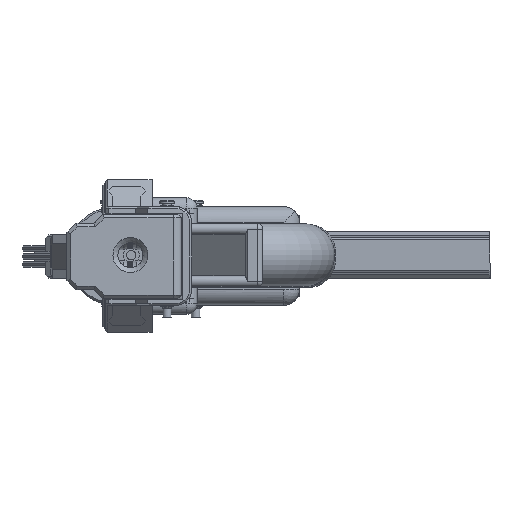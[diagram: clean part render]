
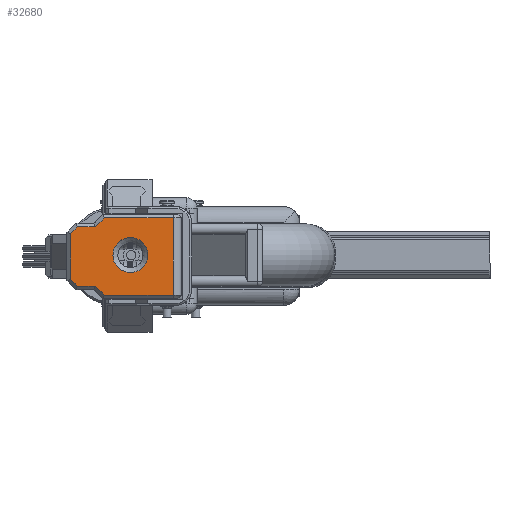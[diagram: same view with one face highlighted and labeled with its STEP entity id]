
A CAD part, left-side view. The second image highlights one B-rep face of the part: STEP entity #32680.
In plain terms, the highlighted planar face has unit normal (-1, 0, 0).
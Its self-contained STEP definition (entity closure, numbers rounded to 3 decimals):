
#3011=LINE('',#56040,#6415);
#3014=LINE('',#56046,#6418);
#3017=LINE('',#56052,#6421);
#3020=LINE('',#56058,#6424);
#3023=LINE('',#56064,#6427);
#3026=LINE('',#56070,#6430);
#3029=LINE('',#56076,#6433);
#3032=LINE('',#56081,#6436);
#3034=LINE('',#56085,#6438);
#3039=LINE('',#56096,#6443);
#6415=VECTOR('',#40273,10.);
#6418=VECTOR('',#40278,10.);
#6421=VECTOR('',#40283,10.);
#6424=VECTOR('',#40288,10.);
#6427=VECTOR('',#40293,10.);
#6430=VECTOR('',#40298,10.);
#6433=VECTOR('',#40303,10.);
#6436=VECTOR('',#40308,10.);
#6438=VECTOR('',#40312,10.);
#6443=VECTOR('',#40325,10.);
#8483=FACE_BOUND('',#11519,.T.);
#9574=FACE_OUTER_BOUND('',#11518,.T.);
#11518=EDGE_LOOP('',(#26381,#26382,#26383,#26384,#26385,#26386,#26387,#26388,
#26389,#26390));
#11519=EDGE_LOOP('',(#26391));
#12824=CIRCLE('',#34927,9.75);
#14837=VERTEX_POINT('',#55090);
#14967=VERTEX_POINT('',#56031);
#14970=VERTEX_POINT('',#56039);
#14972=VERTEX_POINT('',#56045);
#14974=VERTEX_POINT('',#56051);
#14976=VERTEX_POINT('',#56057);
#14978=VERTEX_POINT('',#56063);
#14980=VERTEX_POINT('',#56069);
#14982=VERTEX_POINT('',#56075);
#14983=VERTEX_POINT('',#56080);
#14984=VERTEX_POINT('',#56084);
#18807=EDGE_CURVE('',#14837,#14837,#12824,.T.);
#18952=EDGE_CURVE('',#14967,#14970,#3011,.T.);
#18955=EDGE_CURVE('',#14970,#14972,#3014,.T.);
#18958=EDGE_CURVE('',#14972,#14974,#3017,.T.);
#18961=EDGE_CURVE('',#14974,#14976,#3020,.T.);
#18964=EDGE_CURVE('',#14976,#14978,#3023,.T.);
#18967=EDGE_CURVE('',#14978,#14980,#3026,.T.);
#18970=EDGE_CURVE('',#14980,#14982,#3029,.T.);
#18973=EDGE_CURVE('',#14982,#14983,#3032,.T.);
#18975=EDGE_CURVE('',#14983,#14984,#3034,.T.);
#18981=EDGE_CURVE('',#14984,#14967,#3039,.T.);
#26381=ORIENTED_EDGE('',*,*,#18975,.F.);
#26382=ORIENTED_EDGE('',*,*,#18973,.F.);
#26383=ORIENTED_EDGE('',*,*,#18970,.F.);
#26384=ORIENTED_EDGE('',*,*,#18967,.F.);
#26385=ORIENTED_EDGE('',*,*,#18964,.F.);
#26386=ORIENTED_EDGE('',*,*,#18961,.F.);
#26387=ORIENTED_EDGE('',*,*,#18958,.F.);
#26388=ORIENTED_EDGE('',*,*,#18955,.F.);
#26389=ORIENTED_EDGE('',*,*,#18952,.F.);
#26390=ORIENTED_EDGE('',*,*,#18981,.F.);
#26391=ORIENTED_EDGE('',*,*,#18807,.F.);
#31039=PLANE('',#34965);
#32680=ADVANCED_FACE('',(#9574,#8483),#31039,.F.);
#34927=AXIS2_PLACEMENT_3D('',#55091,#40132,#40133);
#34965=AXIS2_PLACEMENT_3D('',#56095,#40323,#40324);
#40132=DIRECTION('center_axis',(-1.,0.,0.));
#40133=DIRECTION('ref_axis',(0.,-1.,0.));
#40273=DIRECTION('',(0.,0.,1.));
#40278=DIRECTION('',(0.,-0.707,0.707));
#40283=DIRECTION('',(0.,0.,1.));
#40288=DIRECTION('',(0.,-0.707,0.707));
#40293=DIRECTION('',(0.,-1.,0.));
#40298=DIRECTION('',(0.,-0.707,-0.707));
#40303=DIRECTION('',(0.,0.,-1.));
#40308=DIRECTION('',(0.,-0.707,-0.707));
#40312=DIRECTION('',(0.,0.,-1.));
#40323=DIRECTION('center_axis',(1.,0.,0.));
#40324=DIRECTION('ref_axis',(0.,0.,
-1.));
#40325=DIRECTION('',(0.,1.,0.));
#55090=CARTESIAN_POINT('',(-86.03,9.75,9.));
#55091=CARTESIAN_POINT('Origin',(-86.03,0.,
9.));
#56031=CARTESIAN_POINT('',(-86.03,22.282,-14.869));
#56039=CARTESIAN_POINT('',(-86.03,22.282,23.503));
#56040=CARTESIAN_POINT('',(-86.03,22.282,8.081));
#56045=CARTESIAN_POINT('',(-86.03,17.282,28.503));
#56046=CARTESIAN_POINT('',(-86.03,9.982,35.803));
#56051=CARTESIAN_POINT('',(-86.03,17.282,38.503));
#56052=CARTESIAN_POINT('',(-86.03,17.282,24.081));
#56057=CARTESIAN_POINT('',(-86.03,13.454,42.331));
#56058=CARTESIAN_POINT('',(-86.03,9.982,45.803));
#56063=CARTESIAN_POINT('',(-86.03,-11.935,42.331));
#56064=CARTESIAN_POINT('',(-86.03,-11.002,42.331));
#56069=CARTESIAN_POINT('',(-86.03,-15.764,38.503));
#56070=CARTESIAN_POINT('',(-86.03,-20.225,34.042));
#56075=CARTESIAN_POINT('',(-86.03,-15.764,28.503));
#56076=CARTESIAN_POINT('',(-86.03,-15.764,24.081));
#56080=CARTESIAN_POINT('',(-86.03,-20.764,23.503));
#56081=CARTESIAN_POINT('',(-86.03,-20.225,24.042));
#56084=CARTESIAN_POINT('',(-86.03,-20.764,-14.869));
#56085=CARTESIAN_POINT('',(-86.03,-20.764,24.081));
#56095=CARTESIAN_POINT('Origin',(-86.03,-22.764,23.831));
#56096=CARTESIAN_POINT('',(-86.03,-22.764,-14.869));
